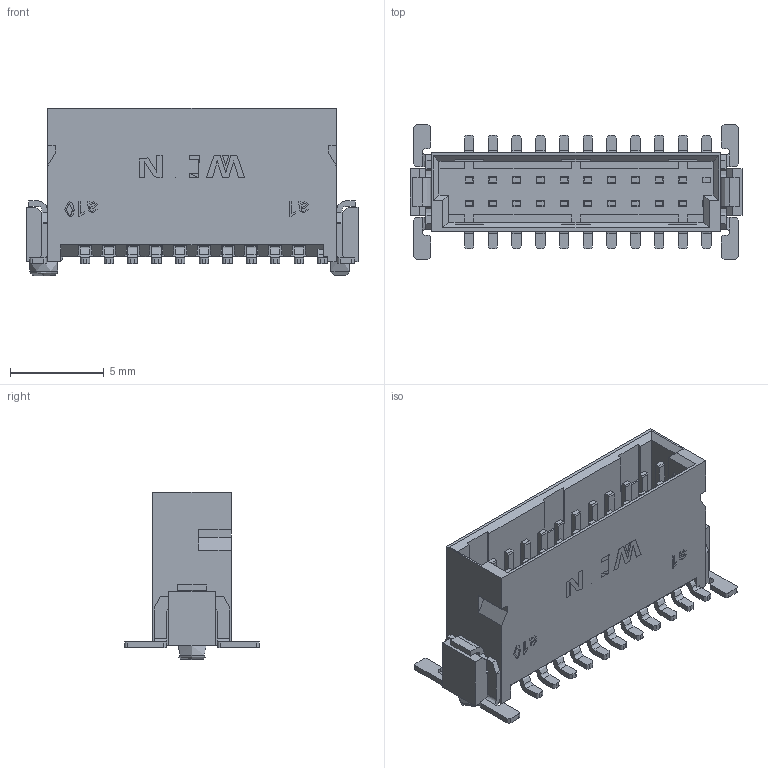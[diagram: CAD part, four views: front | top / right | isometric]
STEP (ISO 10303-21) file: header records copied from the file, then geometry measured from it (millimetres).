
FILE_DESCRIPTION( ('This file contains a STEP AP42 implementation' ,'as created by ZW3D STEP Interface translator.') ,'2;1' );
FILE_NAME( '3910-P020-082MS1WR1W.stp' ,'23 415.143157', (''), ('ZWCAD Software Co.'), 'Version 1.0', 'ZW3D to STEP translator', '' );
FILE_SCHEMA(('AUTOMOTIVE_DESIGN { 1 0 10303 214 1 1 1 1 }'));
Length unit declared in the file: millimetre
Products named in the file (2): 0; 3910-P020-082MS1WR1W1
Bounding box: 17.75 x 7.2 x 8.95 mm (x, y, z)
Volume: 302.3 mm3
Topology: 4 solids, 7 shells, 1249 faces, 3577 edges, 2379 vertices
Faces by surface type: plane 897, cylinder 291, bspline 60, torus 1
Full cylindrical faces by diameter (mm): 1.5 x1
Entity records: 42733 total; most frequent: CARTESIAN_POINT 8658, ORIENTED_EDGE 7158, DIRECTION 6318, EDGE_CURVE 3579, VECTOR 2856, LINE 2856, VERTEX_POINT 2378, AXIS2_PLACEMENT_3D 1731
